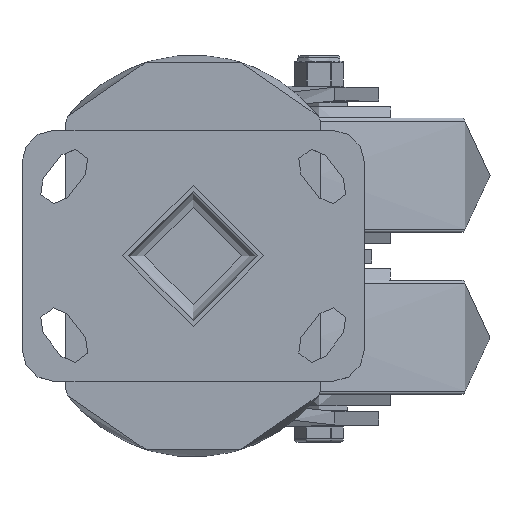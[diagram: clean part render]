
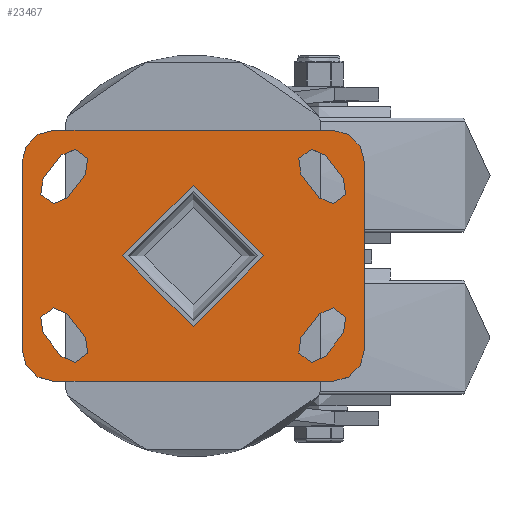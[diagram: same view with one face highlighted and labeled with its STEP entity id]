
A CAD part, top view. The second image highlights one B-rep face of the part: STEP entity #23467.
In plain terms, the highlighted planar face has unit normal (0, 0, 1).
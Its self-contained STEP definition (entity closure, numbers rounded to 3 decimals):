
#1849=FACE_BOUND('',#4047,.T.);
#1850=FACE_BOUND('',#4048,.T.);
#1851=FACE_BOUND('',#4049,.T.);
#1852=FACE_BOUND('',#4050,.T.);
#1853=FACE_BOUND('',#4051,.T.);
#2017=PLANE('',#25135);
#2676=FACE_OUTER_BOUND('',#4046,.T.);
#4046=EDGE_LOOP('',(#16056,#16057,#16058,#16059,#16060,#16061,#16062,#16063));
#4047=EDGE_LOOP('',(#16064));
#4048=EDGE_LOOP('',(#16065,#16066,#16067,#16068));
#4049=EDGE_LOOP('',(#16069,#16070,#16071,#16072));
#4050=EDGE_LOOP('',(#16073,#16074,#16075,#16076));
#4051=EDGE_LOOP('',(#16077,#16078,#16079,#16080));
#5584=LINE('',#32672,#7425);
#5585=LINE('',#32674,#7426);
#5586=LINE('',#32675,#7427);
#5587=LINE('',#32676,#7428);
#5588=LINE('',#32677,#7429);
#5589=LINE('',#32678,#7430);
#5590=LINE('',#32679,#7431);
#5591=LINE('',#32680,#7432);
#5592=LINE('',#32681,#7433);
#5593=LINE('',#32682,#7434);
#5594=LINE('',#32683,#7435);
#5595=LINE('',#32684,#7436);
#7425=VECTOR('',#27115,1000.);
#7426=VECTOR('',#27118,1000.);
#7427=VECTOR('',#27119,1000.);
#7428=VECTOR('',#27120,1000.);
#7429=VECTOR('',#27121,1000.);
#7430=VECTOR('',#27122,1000.);
#7431=VECTOR('',#27123,1000.);
#7432=VECTOR('',#27124,1000.);
#7433=VECTOR('',#27125,1000.);
#7434=VECTOR('',#27126,1000.);
#7435=VECTOR('',#27127,1000.);
#7436=VECTOR('',#27128,1000.);
#9224=CIRCLE('',#25066,6.75);
#9225=CIRCLE('',#25068,6.75);
#9228=CIRCLE('',#25072,6.75);
#9229=CIRCLE('',#25074,6.75);
#9232=CIRCLE('',#25078,6.75);
#9233=CIRCLE('',#25080,6.75);
#9236=CIRCLE('',#25084,6.75);
#9237=CIRCLE('',#25086,6.75);
#9239=CIRCLE('',#25089,14.);
#9241=CIRCLE('',#25092,14.);
#9243=CIRCLE('',#25095,14.);
#9245=CIRCLE('',#25098,14.);
#9256=CIRCLE('',#25113,31.);
#9975=VERTEX_POINT('',#32498);
#9976=VERTEX_POINT('',#32500);
#9977=VERTEX_POINT('',#32504);
#9978=VERTEX_POINT('',#32505);
#9983=VERTEX_POINT('',#32516);
#9984=VERTEX_POINT('',#32518);
#9985=VERTEX_POINT('',#32522);
#9986=VERTEX_POINT('',#32523);
#9991=VERTEX_POINT('',#32534);
#9992=VERTEX_POINT('',#32536);
#9993=VERTEX_POINT('',#32540);
#9994=VERTEX_POINT('',#32541);
#9999=VERTEX_POINT('',#32552);
#10000=VERTEX_POINT('',#32554);
#10001=VERTEX_POINT('',#32558);
#10002=VERTEX_POINT('',#32559);
#10005=VERTEX_POINT('',#32567);
#10006=VERTEX_POINT('',#32568);
#10009=VERTEX_POINT('',#32576);
#10010=VERTEX_POINT('',#32577);
#10013=VERTEX_POINT('',#32585);
#10014=VERTEX_POINT('',#32586);
#10017=VERTEX_POINT('',#32594);
#10018=VERTEX_POINT('',#32595);
#10029=VERTEX_POINT('',#32625);
#12336=EDGE_CURVE('',#9976,#9975,#9224,.T.);
#12338=EDGE_CURVE('',#9977,#9978,#9225,.T.);
#12344=EDGE_CURVE('',#9984,#9983,#9228,.T.);
#12346=EDGE_CURVE('',#9985,#9986,#9229,.T.);
#12352=EDGE_CURVE('',#9992,#9991,#9232,.T.);
#12354=EDGE_CURVE('',#9993,#9994,#9233,.T.);
#12360=EDGE_CURVE('',#10000,#9999,#9236,.T.);
#12362=EDGE_CURVE('',#10001,#10002,#9237,.T.);
#12366=EDGE_CURVE('',#10005,#10006,#9239,.T.);
#12370=EDGE_CURVE('',#10009,#10010,#9241,.T.);
#12374=EDGE_CURVE('',#10013,#10014,#9243,.T.);
#12378=EDGE_CURVE('',#10017,#10018,#9245,.T.);
#12394=EDGE_CURVE('',#10029,#10029,#9256,.T.);
#12420=EDGE_CURVE('',#10010,#10017,#5584,.T.);
#12421=EDGE_CURVE('',#10006,#10009,#5585,.T.);
#12422=EDGE_CURVE('',#10014,#10005,#5586,.T.);
#12423=EDGE_CURVE('',#10018,#10013,#5587,.T.);
#12424=EDGE_CURVE('',#9999,#10001,#5588,.T.);
#12425=EDGE_CURVE('',#10002,#10000,#5589,.T.);
#12426=EDGE_CURVE('',#9991,#9993,#5590,.T.);
#12427=EDGE_CURVE('',#9994,#9992,#5591,.T.);
#12428=EDGE_CURVE('',#9983,#9985,#5592,.T.);
#12429=EDGE_CURVE('',#9986,#9984,#5593,.T.);
#12430=EDGE_CURVE('',#9975,#9977,#5594,.T.);
#12431=EDGE_CURVE('',#9978,#9976,#5595,.T.);
#16056=ORIENTED_EDGE('',*,*,#12378,.F.);
#16057=ORIENTED_EDGE('',*,*,#12420,.F.);
#16058=ORIENTED_EDGE('',*,*,#12370,.F.);
#16059=ORIENTED_EDGE('',*,*,#12421,.F.);
#16060=ORIENTED_EDGE('',*,*,#12366,.F.);
#16061=ORIENTED_EDGE('',*,*,#12422,.F.);
#16062=ORIENTED_EDGE('',*,*,#12374,.F.);
#16063=ORIENTED_EDGE('',*,*,#12423,.F.);
#16064=ORIENTED_EDGE('',*,*,#12394,.F.);
#16065=ORIENTED_EDGE('',*,*,#12424,.T.);
#16066=ORIENTED_EDGE('',*,*,#12362,.T.);
#16067=ORIENTED_EDGE('',*,*,#12425,.T.);
#16068=ORIENTED_EDGE('',*,*,#12360,.T.);
#16069=ORIENTED_EDGE('',*,*,#12426,.T.);
#16070=ORIENTED_EDGE('',*,*,#12354,.T.);
#16071=ORIENTED_EDGE('',*,*,#12427,.T.);
#16072=ORIENTED_EDGE('',*,*,#12352,.T.);
#16073=ORIENTED_EDGE('',*,*,#12428,.T.);
#16074=ORIENTED_EDGE('',*,*,#12346,.T.);
#16075=ORIENTED_EDGE('',*,*,#12429,.T.);
#16076=ORIENTED_EDGE('',*,*,#12344,.T.);
#16077=ORIENTED_EDGE('',*,*,#12430,.T.);
#16078=ORIENTED_EDGE('',*,*,#12338,.T.);
#16079=ORIENTED_EDGE('',*,*,#12431,.T.);
#16080=ORIENTED_EDGE('',*,*,#12336,.T.);
#23467=ADVANCED_FACE('',(#2676,#1849,#1850,#1851,#1852,#1853),#2017,.T.);
#25066=AXIS2_PLACEMENT_3D('',#32501,#26935,#26936);
#25068=AXIS2_PLACEMENT_3D('',#32506,#26940,#26941);
#25072=AXIS2_PLACEMENT_3D('',#32519,#26951,#26952);
#25074=AXIS2_PLACEMENT_3D('',#32524,#26956,#26957);
#25078=AXIS2_PLACEMENT_3D('',#32537,#26967,#26968);
#25080=AXIS2_PLACEMENT_3D('',#32542,#26972,#26973);
#25084=AXIS2_PLACEMENT_3D('',#32555,#26983,#26984);
#25086=AXIS2_PLACEMENT_3D('',#32560,#26988,#26989);
#25089=AXIS2_PLACEMENT_3D('',#32569,#26996,#26997);
#25092=AXIS2_PLACEMENT_3D('',#32578,#27004,#27005);
#25095=AXIS2_PLACEMENT_3D('',#32587,#27012,#27013);
#25098=AXIS2_PLACEMENT_3D('',#32596,#27020,#27021);
#25113=AXIS2_PLACEMENT_3D('',#32627,#27055,#27056);
#25135=AXIS2_PLACEMENT_3D('',#32673,#27116,#27117);
#26935=DIRECTION('center_axis',(0.,0.,-1.));
#26936=DIRECTION('ref_axis',(1.,0.,0.));
#26940=DIRECTION('center_axis',(0.,0.,-1.));
#26941=DIRECTION('ref_axis',(1.,0.,0.));
#26951=DIRECTION('center_axis',(0.,0.,-1.));
#26952=DIRECTION('ref_axis',(1.,0.,0.));
#26956=DIRECTION('center_axis',(0.,0.,-1.));
#26957=DIRECTION('ref_axis',(1.,0.,0.));
#26967=DIRECTION('center_axis',(0.,0.,-1.));
#26968=DIRECTION('ref_axis',(-1.,0.,0.));
#26972=DIRECTION('center_axis',(0.,0.,-1.));
#26973=DIRECTION('ref_axis',(-1.,0.,0.));
#26983=DIRECTION('center_axis',(0.,0.,-1.));
#26984=DIRECTION('ref_axis',(-1.,0.,0.));
#26988=DIRECTION('center_axis',(0.,0.,-1.));
#26989=DIRECTION('ref_axis',(-1.,0.,0.));
#26996=DIRECTION('center_axis',(0.,0.,-1.));
#26997=DIRECTION('ref_axis',(-0.707,0.707,0.));
#27004=DIRECTION('center_axis',(0.,0.,-1.));
#27005=DIRECTION('ref_axis',(0.707,0.707,0.));
#27012=DIRECTION('center_axis',(0.,0.,-1.));
#27013=DIRECTION('ref_axis',(-0.707,-0.707,0.));
#27020=DIRECTION('center_axis',(0.,0.,-1.));
#27021=DIRECTION('ref_axis',(0.707,-0.707,0.));
#27055=DIRECTION('center_axis',(0.,0.,1.));
#27056=DIRECTION('ref_axis',(1.,0.,0.));
#27115=DIRECTION('',(0.,-1.,0.));
#27116=DIRECTION('center_axis',(0.,0.,1.));
#27117=DIRECTION('ref_axis',(1.,0.,0.));
#27118=DIRECTION('',(1.,0.,0.));
#27119=DIRECTION('',(0.,1.,0.));
#27120=DIRECTION('',(-1.,0.,0.));
#27121=DIRECTION('',(-0.606,-0.795,0.));
#27122=DIRECTION('',(0.606,0.795,0.));
#27123=DIRECTION('',(-0.606,0.795,0.));
#27124=DIRECTION('',(0.606,-0.795,0.));
#27125=DIRECTION('',(0.606,-0.795,0.));
#27126=DIRECTION('',(-0.606,0.795,0.));
#27127=DIRECTION('',(0.606,0.795,0.));
#27128=DIRECTION('',(-0.606,-0.795,0.));
#32498=CARTESIAN_POINT('',(47.2,-35.82,0.));
#32500=CARTESIAN_POINT('',(57.937,-44.,0.));
#32501=CARTESIAN_POINT('Origin',(52.5,-40.,0.));
#32504=CARTESIAN_POINT('',(55.063,-25.5,0.));
#32505=CARTESIAN_POINT('',(65.8,-33.68,0.));
#32506=CARTESIAN_POINT('Origin',(60.5,-29.5,0.));
#32516=CARTESIAN_POINT('',(57.937,44.,0.));
#32518=CARTESIAN_POINT('',(47.2,35.82,0.));
#32519=CARTESIAN_POINT('Origin',(52.5,40.,0.));
#32522=CARTESIAN_POINT('',(65.8,33.68,0.));
#32523=CARTESIAN_POINT('',(55.063,25.5,0.));
#32524=CARTESIAN_POINT('Origin',(60.5,29.5,0.));
#32534=CARTESIAN_POINT('',(-57.937,-44.,0.));
#32536=CARTESIAN_POINT('',(-47.2,-35.82,0.));
#32537=CARTESIAN_POINT('Origin',(-52.5,-40.,0.));
#32540=CARTESIAN_POINT('',(-65.8,-33.68,0.));
#32541=CARTESIAN_POINT('',(-55.063,-25.5,0.));
#32542=CARTESIAN_POINT('Origin',(-60.5,-29.5,0.));
#32552=CARTESIAN_POINT('',(-47.2,35.82,0.));
#32554=CARTESIAN_POINT('',(-57.937,44.,0.));
#32555=CARTESIAN_POINT('Origin',(-52.5,40.,0.));
#32558=CARTESIAN_POINT('',(-55.063,25.5,0.));
#32559=CARTESIAN_POINT('',(-65.8,33.68,0.));
#32560=CARTESIAN_POINT('Origin',(-60.5,29.5,0.));
#32567=CARTESIAN_POINT('',(-75.,41.,0.));
#32568=CARTESIAN_POINT('',(-61.,55.,0.));
#32569=CARTESIAN_POINT('Origin',(-61.,41.,0.));
#32576=CARTESIAN_POINT('',(61.,55.,0.));
#32577=CARTESIAN_POINT('',(75.,41.,0.));
#32578=CARTESIAN_POINT('Origin',(61.,41.,0.));
#32585=CARTESIAN_POINT('',(-61.,-55.,0.));
#32586=CARTESIAN_POINT('',(-75.,-41.,0.));
#32587=CARTESIAN_POINT('Origin',(-61.,-41.,0.));
#32594=CARTESIAN_POINT('',(75.,-41.,0.));
#32595=CARTESIAN_POINT('',(61.,-55.,0.));
#32596=CARTESIAN_POINT('Origin',(61.,-41.,0.));
#32625=CARTESIAN_POINT('',(-31.,0.,0.));
#32627=CARTESIAN_POINT('Origin',(0.,0.,0.));
#32672=CARTESIAN_POINT('',(75.,55.,0.));
#32673=CARTESIAN_POINT('Origin',(0.,0.,0.));
#32674=CARTESIAN_POINT('',(-75.,55.,0.));
#32675=CARTESIAN_POINT('',(-75.,-55.,0.));
#32676=CARTESIAN_POINT('',(75.,-55.,0.));
#32677=CARTESIAN_POINT('',(-47.2,35.82,0.));
#32678=CARTESIAN_POINT('',(-57.937,44.,0.));
#32679=CARTESIAN_POINT('',(-57.937,-44.,0.));
#32680=CARTESIAN_POINT('',(-47.2,-35.82,0.));
#32681=CARTESIAN_POINT('',(57.937,44.,0.));
#32682=CARTESIAN_POINT('',(47.2,35.82,0.));
#32683=CARTESIAN_POINT('',(47.2,-35.82,0.));
#32684=CARTESIAN_POINT('',(57.937,-44.,0.));
